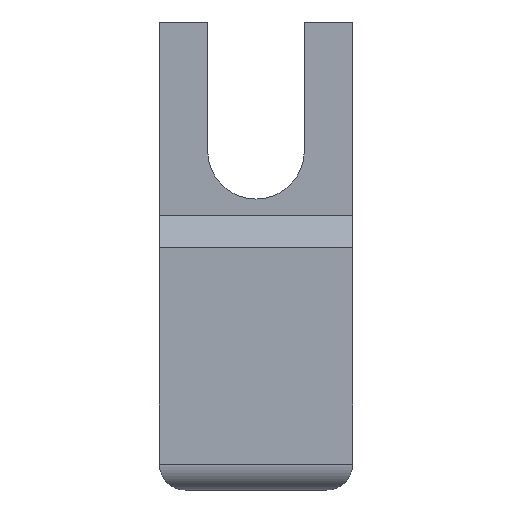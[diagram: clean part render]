
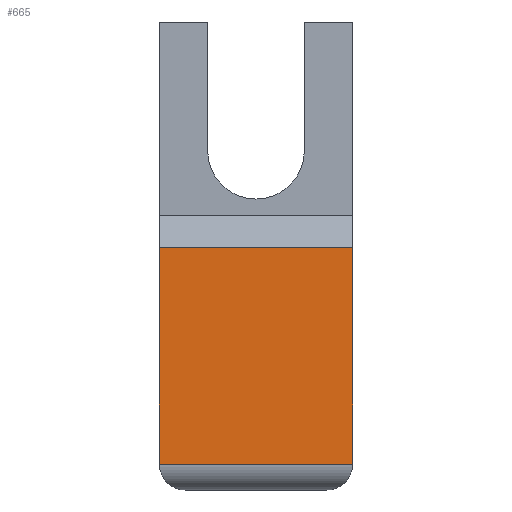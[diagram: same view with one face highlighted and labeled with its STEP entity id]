
A CAD part, front view. The second image highlights one B-rep face of the part: STEP entity #665.
In plain terms, the highlighted planar face has unit normal (0, -1, 0).
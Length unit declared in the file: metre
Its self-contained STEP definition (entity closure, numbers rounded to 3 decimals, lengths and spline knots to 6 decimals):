
#66=ORIENTED_EDGE('',*,*,#260,.F.);
#67=ORIENTED_EDGE('',*,*,#261,.T.);
#68=ORIENTED_EDGE('',*,*,#262,.T.);
#69=ORIENTED_EDGE('',*,*,#263,.T.);
#260=EDGE_CURVE('',#356,#357,#418,.T.);
#261=EDGE_CURVE('',#356,#358,#419,.T.);
#262=EDGE_CURVE('',#358,#359,#420,.T.);
#263=EDGE_CURVE('',#359,#357,#421,.F.);
#356=VERTEX_POINT('',#1007);
#357=VERTEX_POINT('',#1008);
#358=VERTEX_POINT('',#1010);
#359=VERTEX_POINT('',#1012);
#418=LINE('',#1006,#500);
#419=LINE('',#1009,#501);
#420=LINE('',#1011,#502);
#421=LINE('',#1013,#503);
#500=VECTOR('',#807,1.);
#501=VECTOR('',#808,1.);
#502=VECTOR('',#809,1.);
#503=VECTOR('',#810,1.);
#567=EDGE_LOOP('',(#66,#67,#68,#69));
#603=FACE_BOUND('',#567,.T.);
#637=PLANE('',#718);
#665=ADVANCED_FACE('',(#603),#637,.T.);
#718=AXIS2_PLACEMENT_3D('',#1005,#805,#806);
#805=DIRECTION('',(0.,-1.,0.));
#806=DIRECTION('',(1.,0.,0.));
#807=DIRECTION('',(0.,0.,-1.));
#808=DIRECTION('',(-1.,0.,0.));
#809=DIRECTION('',(0.,0.,-1.));
#810=DIRECTION('',(-1.,0.,0.));
#1005=CARTESIAN_POINT('',(0.,-0.0127,0.01016));
#1006=CARTESIAN_POINT('',(0.01905,-0.0127,0.01016));
#1007=CARTESIAN_POINT('',(0.01905,-0.0127,0.047863));
#1008=CARTESIAN_POINT('',(0.01905,-0.0127,0.00508));
#1009=CARTESIAN_POINT('',(0.,-0.0127,0.047863));
#1010=CARTESIAN_POINT('',(-0.01905,-0.0127,0.047863));
#1011=CARTESIAN_POINT('',(-0.01905,-0.0127,0.01016));
#1012=CARTESIAN_POINT('',(-0.01905,-0.0127,0.00508));
#1013=CARTESIAN_POINT('',(0.01905,-0.0127,0.00508));
